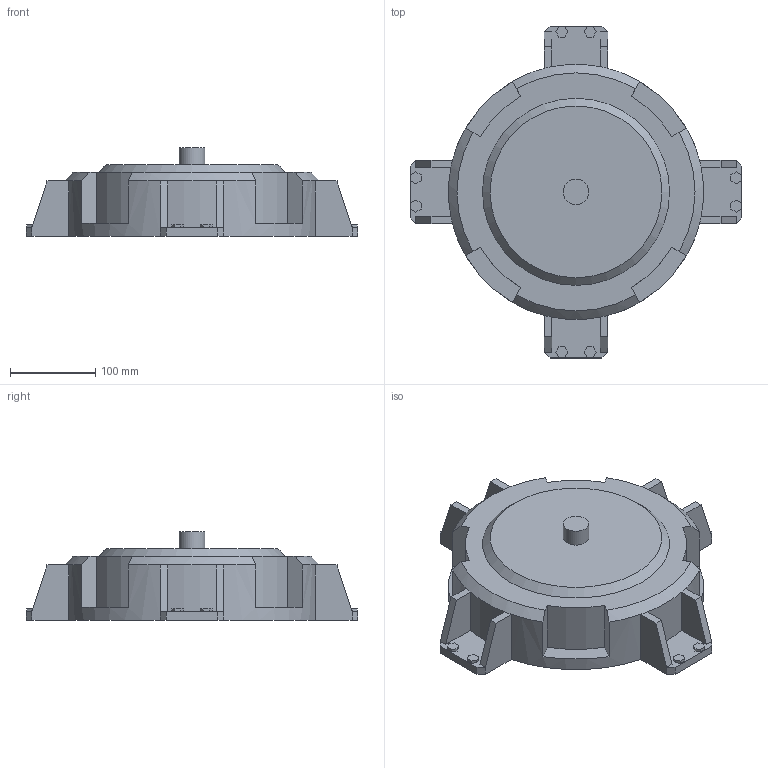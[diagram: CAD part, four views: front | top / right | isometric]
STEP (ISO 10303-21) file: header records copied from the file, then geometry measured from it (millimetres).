
FILE_DESCRIPTION(/* description */ (''),/* implementation_level */ '2;1');
FILE_NAME(/* name */ '5f02fc8eca10411899473afc',/* time_stamp */ '2020-07-06T10:27:27+00:00',/* author */ (''),/* organization */ (''),/* preprocessor_version */ 'ST-DEVELOPER v16.7',/* originating_system */ $,/* authorisation */ $);
FILE_SCHEMA (('AUTOMOTIVE_DESIGN {1 0 10303 214 3 1 1}'));
Length unit declared in the file: metre
Products named in the file (1): Base
Bounding box: 390.47 x 390.47 x 104 mm (x, y, z)
Volume: 5520925.5 mm3; surface area: 279827 mm2
Topology: 1 solids, 1 shells, 138 faces, 354 edges, 228 vertices
Faces by surface type: plane 120, cylinder 13, cone 5
Full cylindrical faces by diameter (mm): 30 x1
Entity records: 4134 total; most frequent: CARTESIAN_POINT 719, ORIENTED_EDGE 704, DIRECTION 678, EDGE_CURVE 352, LINE 304, VECTOR 304, VERTEX_POINT 228, AXIS2_PLACEMENT_3D 187
